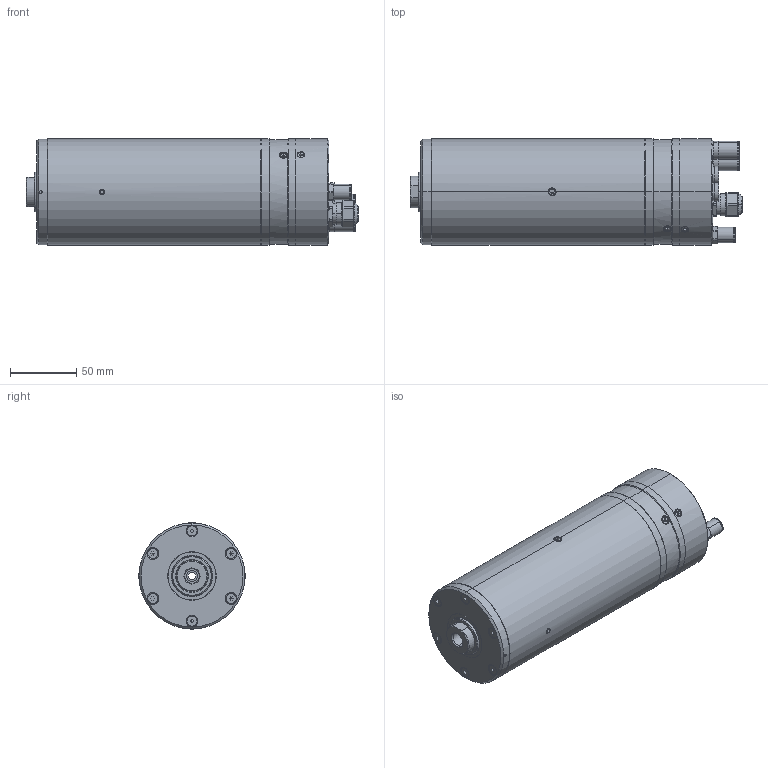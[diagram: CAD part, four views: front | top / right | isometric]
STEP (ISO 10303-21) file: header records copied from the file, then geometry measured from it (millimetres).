
FILE_DESCRIPTION (( 'STEP AP203' ), '1' );
FILE_NAME ('080D40-00-.STEP', '2014-06-12T07:16:05', ( '' ), ( '' ), 'SwSTEP 2.0', 'SolidWorks 2014', '' );
FILE_SCHEMA (( 'CONFIG_CONTROL_DESIGN' ));
Length unit declared in the file: millimetre
Products named in the file (1): 080D40-00-
Bounding box: 250.1 x 80 x 80 mm (x, y, z)
Surface area: 83202.7 mm2 (no closed solid volume)
Topology: 0 solids, 44 shells, 367 faces, 1128 edges, 777 vertices
Faces by surface type: plane 160, cylinder 121, cone 66, torus 20
Entity records: 13162 total; most frequent: CARTESIAN_POINT 2787, DIRECTION 2346, ORIENTED_EDGE 1790, EDGE_CURVE 1114, AXIS2_PLACEMENT_3D 904, VERTEX_POINT 777, LINE 538, VECTOR 538
